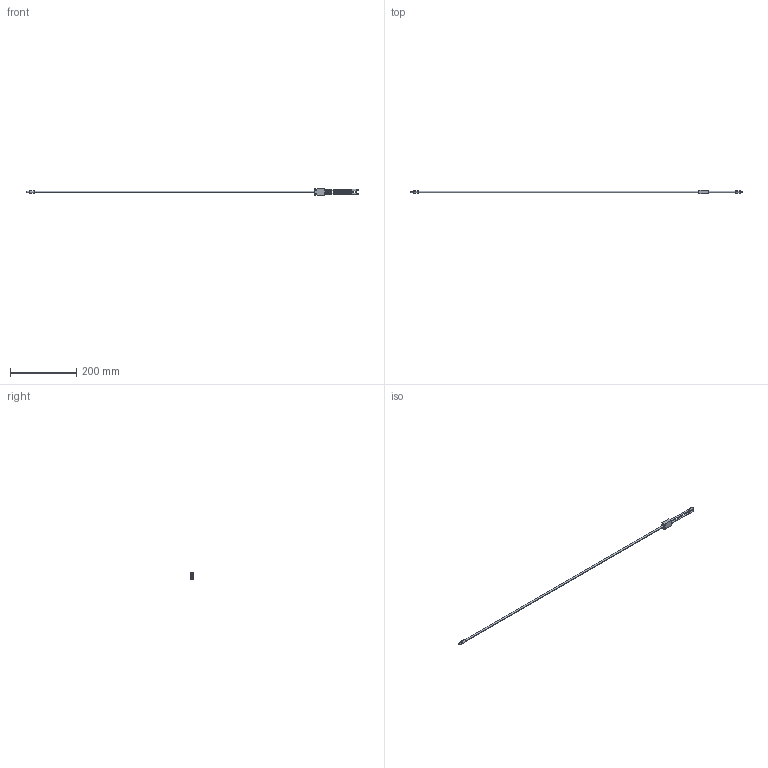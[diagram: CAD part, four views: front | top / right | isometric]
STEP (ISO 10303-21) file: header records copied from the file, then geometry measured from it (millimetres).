
FILE_DESCRIPTION (( 'STEP AP214' ), '1' );
FILE_NAME ('OPT2080.STEP', '2016-02-24T14:39:02', ( '' ), ( '' ), 'SwSTEP 2.0', 'SolidWorks 2014', '' );
FILE_SCHEMA (( 'AUTOMOTIVE_DESIGN' ));
Length unit declared in the file: inch
Products named in the file (1): OPT2080
Bounding box: 1000 x 10 x 20 mm (x, y, z)
Volume: 33888.9 mm3; surface area: 21858.8 mm2
Topology: 1 solids, 1 shells, 70 faces, 158 edges, 100 vertices
Faces by surface type: cylinder 34, plane 24, torus 8, cone 4
Entity records: 2936 total; most frequent: DIRECTION 384, CARTESIAN_POINT 329, ORIENTED_EDGE 316, EDGE_CURVE 158, AXIS2_PLACEMENT_3D 155, VERTEX_POINT 100, CIRCLE 84, EDGE_LOOP 84
